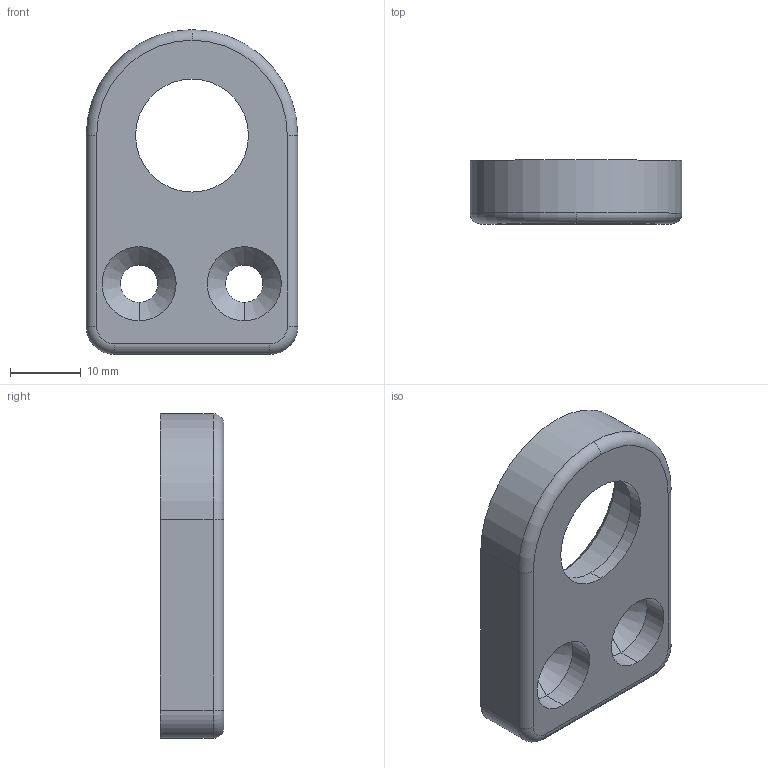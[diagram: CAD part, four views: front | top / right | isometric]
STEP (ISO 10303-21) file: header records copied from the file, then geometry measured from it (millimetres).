
FILE_DESCRIPTION (( 'STEP AP214' ), '1' );
FILE_NAME ('topLeadscrewStab.STEP', '2025-06-11T21:21:57', ( '' ), ( '' ), 'SwSTEP 2.0', 'SolidWorks 2024', '' );
FILE_SCHEMA (( 'AUTOMOTIVE_DESIGN' ));
Length unit declared in the file: millimetre
Products named in the file (1): topLeadscrewStab
Bounding box: 30 x 9 x 46 mm (x, y, z)
Volume: 7347.1 mm3; surface area: 4116.8 mm2
Topology: 1 solids, 1 shells, 34 faces, 77 edges, 46 vertices
Faces by surface type: cylinder 18, cone 6, plane 6, torus 4
Entity records: 1366 total; most frequent: DIRECTION 191, CARTESIAN_POINT 158, ORIENTED_EDGE 154, AXIS2_PLACEMENT_3D 79, EDGE_CURVE 77, VERTEX_POINT 46, CIRCLE 44, EDGE_LOOP 41
